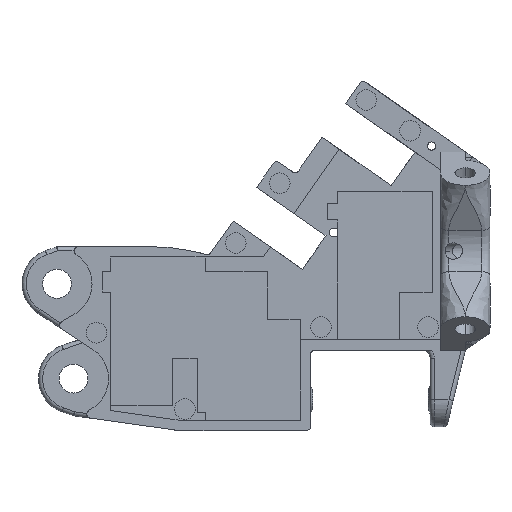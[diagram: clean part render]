
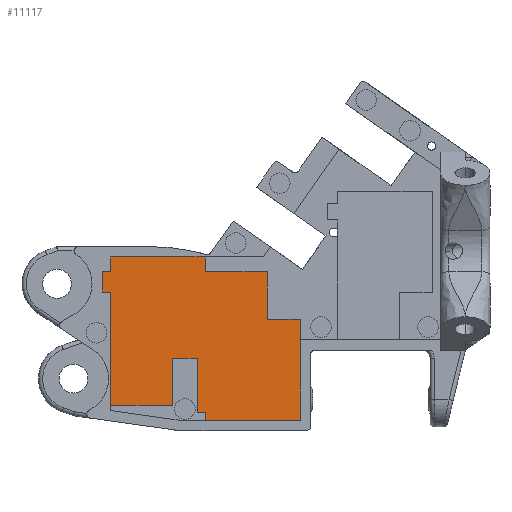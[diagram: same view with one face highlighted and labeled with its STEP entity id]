
A CAD part, left-side view. The second image highlights one B-rep face of the part: STEP entity #11117.
In plain terms, the highlighted planar face has unit normal (-1, 0, 0).
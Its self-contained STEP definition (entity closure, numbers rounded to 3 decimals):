
#33 = EDGE_CURVE ( 'NONE', #14138, #12964, #7060, .T. ) ;
#68 = VECTOR ( 'NONE', #12444, 1000. ) ;
#121 = VERTEX_POINT ( 'NONE', #11091 ) ;
#153 = LINE ( 'NONE', #14899, #3891 ) ;
#214 = CARTESIAN_POINT ( 'NONE',  ( -3.15, 71., -13.419 ) ) ;
#361 = EDGE_CURVE ( 'NONE', #380, #13028, #13969, .T. ) ;
#380 = VERTEX_POINT ( 'NONE', #11330 ) ;
#419 = CARTESIAN_POINT ( 'NONE',  ( -3.15, 65., -1.919 ) ) ;
#469 = DIRECTION ( 'NONE',  ( 0., -1., 0. ) ) ;
#620 = CARTESIAN_POINT ( 'NONE',  ( -3.15, 88., 14.081 ) ) ;
#707 = VERTEX_POINT ( 'NONE', #419 ) ;
#832 = LINE ( 'NONE', #14446, #5177 ) ;
#866 = VECTOR ( 'NONE', #15017, 1000. ) ;
#1141 = EDGE_CURVE ( 'NONE', #4328, #10805, #5225, .T. ) ;
#1335 = CARTESIAN_POINT ( 'NONE',  ( -3.15, 63., -15.024 ) ) ;
#1637 = VECTOR ( 'NONE', #5116, 1000. ) ;
#2068 = EDGE_CURVE ( 'NONE', #10805, #707, #7819, .T. ) ;
#2540 = CARTESIAN_POINT ( 'NONE',  ( -3.15, 86., 14.081 ) ) ;
#2553 = CARTESIAN_POINT ( 'NONE',  ( -3.15, 63., 22.581 ) ) ;
#2737 = EDGE_CURVE ( 'NONE', #4051, #4572, #11899, .T. ) ;
#2745 = EDGE_CURVE ( 'NONE', #707, #380, #9480, .T. ) ;
#2806 = ORIENTED_EDGE ( 'NONE', *, *, #8650, .T. ) ;
#3053 = CARTESIAN_POINT ( 'NONE',  ( -3.15, 63., -17.024 ) ) ;
#3164 = VECTOR ( 'NONE', #13054, 1000. ) ;
#3176 = VECTOR ( 'NONE', #4961, 1000. ) ;
#3289 = ORIENTED_EDGE ( 'NONE', *, *, #33, .T. ) ;
#3316 = FACE_OUTER_BOUND ( 'NONE', #14768, .T. ) ;
#3373 = ORIENTED_EDGE ( 'NONE', *, *, #10927, .T. ) ;
#3421 = DIRECTION ( 'NONE',  ( 0., 0., 1. ) ) ;
#3552 = VERTEX_POINT ( 'NONE', #10486 ) ;
#3680 = VECTOR ( 'NONE', #13014, 1000. ) ;
#3725 = ORIENTED_EDGE ( 'NONE', *, *, #2745, .T. ) ;
#3820 = LINE ( 'NONE', #14867, #68 ) ;
#3837 = CARTESIAN_POINT ( 'NONE',  ( -3.15, 88., 14.081 ) ) ;
#3891 = VECTOR ( 'NONE', #469, 1000. ) ;
#3988 = DIRECTION ( 'NONE',  ( 0., -1., 0. ) ) ;
#4051 = VERTEX_POINT ( 'NONE', #8280 ) ;
#4275 = ORIENTED_EDGE ( 'NONE', *, *, #8353, .T. ) ;
#4297 = CARTESIAN_POINT ( 'NONE',  ( -3.15, 48., 18.976 ) ) ;
#4328 = VERTEX_POINT ( 'NONE', #10744 ) ;
#4332 = EDGE_CURVE ( 'NONE', #4451, #121, #8088, .T. ) ;
#4451 = VERTEX_POINT ( 'NONE', #6125 ) ;
#4500 = ORIENTED_EDGE ( 'NONE', *, *, #361, .T. ) ;
#4512 = CARTESIAN_POINT ( 'NONE',  ( -3.15, 71., -1.919 ) ) ;
#4572 = VERTEX_POINT ( 'NONE', #12739 ) ;
#4714 = EDGE_CURVE ( 'NONE', #7139, #4451, #153, .T. ) ;
#4961 = DIRECTION ( 'NONE',  ( 0., 0., 1. ) ) ;
#4993 = VERTEX_POINT ( 'NONE', #5113 ) ;
#5113 = CARTESIAN_POINT ( 'NONE',  ( -3.15, 86., 22.581 ) ) ;
#5116 = DIRECTION ( 'NONE',  ( 0., -1., 0. ) ) ;
#5177 = VECTOR ( 'NONE', #8175, 1000. ) ;
#5225 = LINE ( 'NONE', #11138, #13071 ) ;
#5283 = EDGE_CURVE ( 'NONE', #13028, #7139, #832, .T. ) ;
#5441 = ORIENTED_EDGE ( 'NONE', *, *, #13834, .T. ) ;
#5756 = CARTESIAN_POINT ( 'NONE',  ( -3.15, 63., 18.976 ) ) ;
#5869 = VERTEX_POINT ( 'NONE', #9338 ) ;
#5928 = CARTESIAN_POINT ( 'NONE',  ( -3.15, 40., 7.476 ) ) ;
#6066 = EDGE_CURVE ( 'NONE', #121, #5869, #8282, .T. ) ;
#6125 = CARTESIAN_POINT ( 'NONE',  ( -3.15, 40., -17.024 ) ) ;
#6170 = LINE ( 'NONE', #14644, #3176 ) ;
#6249 = LINE ( 'NONE', #2553, #13512 ) ;
#6941 = CARTESIAN_POINT ( 'NONE',  ( -3.15, 0., 0. ) ) ;
#7060 = LINE ( 'NONE', #620, #12015 ) ;
#7139 = VERTEX_POINT ( 'NONE', #3053 ) ;
#7287 = CARTESIAN_POINT ( 'NONE',  ( -3.15, 86., 14.081 ) ) ;
#7355 = CARTESIAN_POINT ( 'NONE',  ( -3.15, 86., 19.081 ) ) ;
#7422 = CARTESIAN_POINT ( 'NONE',  ( -3.15, 86., -13.419 ) ) ;
#7670 = EDGE_CURVE ( 'NONE', #4993, #3552, #3820, .T. ) ;
#7819 = LINE ( 'NONE', #4512, #13112 ) ;
#8010 = LINE ( 'NONE', #14214, #3680 ) ;
#8088 = LINE ( 'NONE', #14119, #10067 ) ;
#8097 = CARTESIAN_POINT ( 'NONE',  ( -3.15, 48., 18.976 ) ) ;
#8175 = DIRECTION ( 'NONE',  ( 0., 0., -1. ) ) ;
#8280 = CARTESIAN_POINT ( 'NONE',  ( -3.15, 63., 18.976 ) ) ;
#8282 = LINE ( 'NONE', #5928, #8304 ) ;
#8304 = VECTOR ( 'NONE', #10859, 1000. ) ;
#8338 = DIRECTION ( 'NONE',  ( 0., 0., -1. ) ) ;
#8353 = EDGE_CURVE ( 'NONE', #12964, #14137, #9647, .T. ) ;
#8608 = VERTEX_POINT ( 'NONE', #8097 ) ;
#8650 = EDGE_CURVE ( 'NONE', #14137, #15346, #8010, .T. ) ;
#9233 = EDGE_CURVE ( 'NONE', #5869, #8608, #6170, .T. ) ;
#9338 = CARTESIAN_POINT ( 'NONE',  ( -3.15, 48., 7.476 ) ) ;
#9352 = EDGE_CURVE ( 'NONE', #15346, #4328, #10052, .T. ) ;
#9403 = CARTESIAN_POINT ( 'NONE',  ( -3.15, 88., 19.081 ) ) ;
#9480 = LINE ( 'NONE', #10918, #12092 ) ;
#9505 = ORIENTED_EDGE ( 'NONE', *, *, #2737, .T. ) ;
#9647 = LINE ( 'NONE', #2540, #3164 ) ;
#10052 = LINE ( 'NONE', #214, #1637 ) ;
#10067 = VECTOR ( 'NONE', #11881, 1000. ) ;
#10258 = DIRECTION ( 'NONE',  ( 0., 1., 0. ) ) ;
#10366 = ORIENTED_EDGE ( 'NONE', *, *, #5283, .T. ) ;
#10433 = AXIS2_PLACEMENT_3D ( 'NONE', #6941, #13224, #15405 ) ;
#10486 = CARTESIAN_POINT ( 'NONE',  ( -3.15, 86., 19.081 ) ) ;
#10744 = CARTESIAN_POINT ( 'NONE',  ( -3.15, 71., -13.419 ) ) ;
#10805 = VERTEX_POINT ( 'NONE', #14377 ) ;
#10859 = DIRECTION ( 'NONE',  ( 0., 1., 0. ) ) ;
#10918 = CARTESIAN_POINT ( 'NONE',  ( -3.15, 65., -1.919 ) ) ;
#10927 = EDGE_CURVE ( 'NONE', #3552, #14138, #13480, .T. ) ;
#10975 = ORIENTED_EDGE ( 'NONE', *, *, #4714, .T. ) ;
#11091 = CARTESIAN_POINT ( 'NONE',  ( -3.15, 40., 7.476 ) ) ;
#11101 = DIRECTION ( 'NONE',  ( 0., 1., 0. ) ) ;
#11117 = ADVANCED_FACE ( 'NONE', ( #3316 ), #14358, .F. ) ;
#11138 = CARTESIAN_POINT ( 'NONE',  ( -3.15, 71., -13.419 ) ) ;
#11254 = CARTESIAN_POINT ( 'NONE',  ( -3.15, 63., -15.024 ) ) ;
#11330 = CARTESIAN_POINT ( 'NONE',  ( -3.15, 65., -15.024 ) ) ;
#11857 = DIRECTION ( 'NONE',  ( 0., -1., 0. ) ) ;
#11881 = DIRECTION ( 'NONE',  ( 0., 0., 1. ) ) ;
#11899 = LINE ( 'NONE', #5756, #14142 ) ;
#11946 = ORIENTED_EDGE ( 'NONE', *, *, #9352, .T. ) ;
#12015 = VECTOR ( 'NONE', #14240, 1000. ) ;
#12092 = VECTOR ( 'NONE', #8338, 1000. ) ;
#12223 = VECTOR ( 'NONE', #10258, 1000. ) ;
#12335 = DIRECTION ( 'NONE',  ( 0., 0., 1. ) ) ;
#12444 = DIRECTION ( 'NONE',  ( 0., 0., -1. ) ) ;
#12686 = ORIENTED_EDGE ( 'NONE', *, *, #1141, .T. ) ;
#12739 = CARTESIAN_POINT ( 'NONE',  ( -3.15, 63., 22.581 ) ) ;
#12919 = LINE ( 'NONE', #4297, #866 ) ;
#12930 = ORIENTED_EDGE ( 'NONE', *, *, #6066, .T. ) ;
#12964 = VERTEX_POINT ( 'NONE', #3837 ) ;
#13014 = DIRECTION ( 'NONE',  ( 0., 0., -1. ) ) ;
#13028 = VERTEX_POINT ( 'NONE', #1335 ) ;
#13054 = DIRECTION ( 'NONE',  ( 0., -1., 0. ) ) ;
#13071 = VECTOR ( 'NONE', #12335, 1000. ) ;
#13112 = VECTOR ( 'NONE', #11857, 1000. ) ;
#13151 = ORIENTED_EDGE ( 'NONE', *, *, #2068, .T. ) ;
#13224 = DIRECTION ( 'NONE',  ( 1., 0., 0. ) ) ;
#13372 = EDGE_CURVE ( 'NONE', #8608, #4051, #12919, .T. ) ;
#13480 = LINE ( 'NONE', #7355, #12223 ) ;
#13512 = VECTOR ( 'NONE', #11101, 1000. ) ;
#13543 = ORIENTED_EDGE ( 'NONE', *, *, #4332, .T. ) ;
#13804 = VECTOR ( 'NONE', #3988, 1000. ) ;
#13834 = EDGE_CURVE ( 'NONE', #4572, #4993, #6249, .T. ) ;
#13920 = ORIENTED_EDGE ( 'NONE', *, *, #9233, .T. ) ;
#13969 = LINE ( 'NONE', #11254, #13804 ) ;
#14119 = CARTESIAN_POINT ( 'NONE',  ( -3.15, 40., -17.024 ) ) ;
#14137 = VERTEX_POINT ( 'NONE', #7287 ) ;
#14138 = VERTEX_POINT ( 'NONE', #9403 ) ;
#14142 = VECTOR ( 'NONE', #3421, 1000. ) ;
#14164 = ORIENTED_EDGE ( 'NONE', *, *, #7670, .T. ) ;
#14214 = CARTESIAN_POINT ( 'NONE',  ( -3.15, 86., -13.419 ) ) ;
#14240 = DIRECTION ( 'NONE',  ( 0., 0., -1. ) ) ;
#14358 = PLANE ( 'NONE',  #10433 ) ;
#14377 = CARTESIAN_POINT ( 'NONE',  ( -3.15, 71., -1.919 ) ) ;
#14446 = CARTESIAN_POINT ( 'NONE',  ( -3.15, 63., -17.024 ) ) ;
#14644 = CARTESIAN_POINT ( 'NONE',  ( -3.15, 48., 7.476 ) ) ;
#14768 = EDGE_LOOP ( 'NONE', ( #4275, #2806, #11946, #12686, #13151, #3725, #4500, #10366, #10975, #13543, #12930, #13920, #15526, #9505, #5441, #14164, #3373, #3289 ) ) ;
#14867 = CARTESIAN_POINT ( 'NONE',  ( -3.15, 86., 19.081 ) ) ;
#14899 = CARTESIAN_POINT ( 'NONE',  ( -3.15, 63., -17.024 ) ) ;
#15017 = DIRECTION ( 'NONE',  ( 0., 1., 0. ) ) ;
#15346 = VERTEX_POINT ( 'NONE', #7422 ) ;
#15405 = DIRECTION ( 'NONE',  ( 0., 0., -1. ) ) ;
#15526 = ORIENTED_EDGE ( 'NONE', *, *, #13372, .T. ) ;
